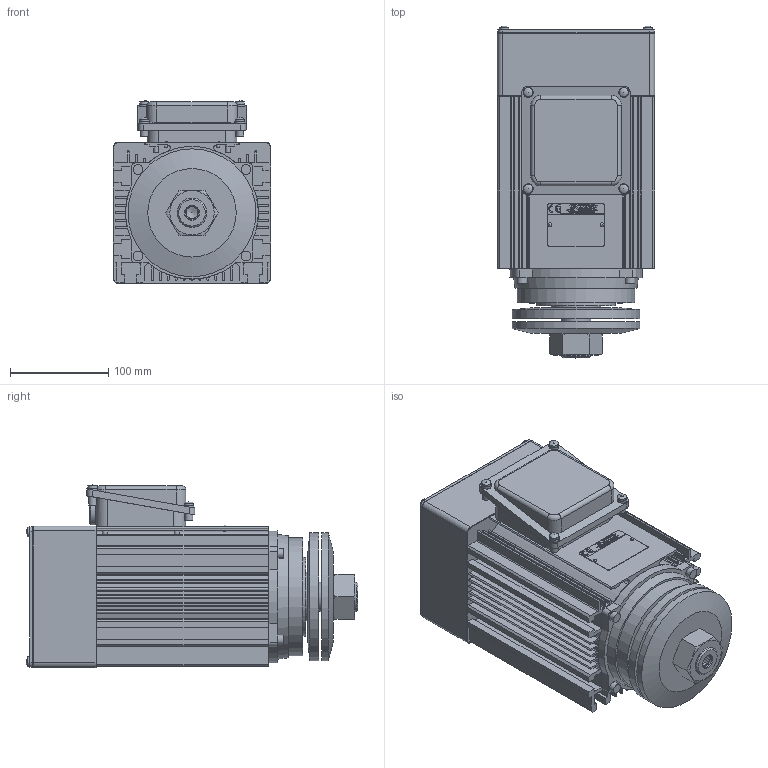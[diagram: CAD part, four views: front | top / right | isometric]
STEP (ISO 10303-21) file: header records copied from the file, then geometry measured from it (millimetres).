
FILE_DESCRIPTION(/* description */ ('Alibre Inc.'),/* implementation_level */ '2;1');
FILE_NAME(/* name */ 'export-CC9B3312-8240-42AC-BAC0-E1A102284715',/* time_stamp */ '2024-02-22T15:20:02+01:00',/* author */ (''),/* organization */ (''),/* preprocessor_version */ 'ST-DEVELOPER v17',/* originating_system */ 'Alibre',/* authorisation */ '');
FILE_SCHEMA (('AUTOMOTIVE_DESIGN'));
Length unit declared in the file: millimetre
Bounding box: 160 x 337.66 x 186.27 mm (x, y, z)
Volume: 5716806 mm3; surface area: 454449 mm2
Topology: 1 solids, 11 shells, 1055 faces, 2665 edges, 1704 vertices
Faces by surface type: plane 746, cylinder 229, bspline 38, cone 26, sphere 10, torus 6
Full cylindrical faces by diameter (mm): 2.49 x4, 2.5 x2, 5 x4, 8 x4, 9.5 x8, 10 x8, 12.2 x1, 14.2 x1, 19.73 x1, 27.5 x2, 30 x2, 50 x1, 80 x1, 90 x2, 120 x1, 130 x2
Entity records: 35392 total; most frequent: CARTESIAN_POINT 9610, ORIENTED_EDGE 5316, DIRECTION 4383, EDGE_CURVE 2658, VECTOR 1939, LINE 1939, VERTEX_POINT 1704, AXIS2_PLACEMENT_3D 1598
